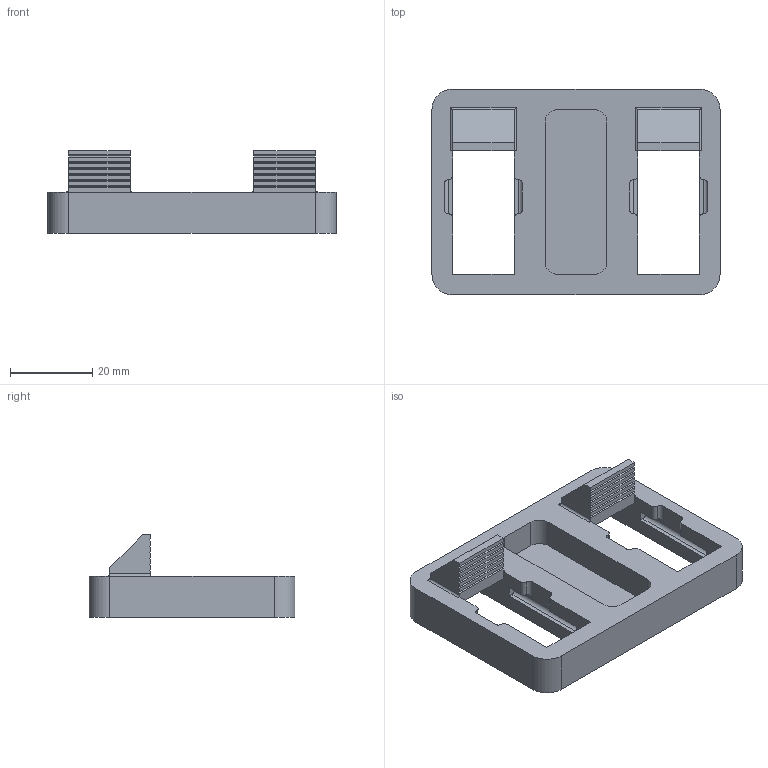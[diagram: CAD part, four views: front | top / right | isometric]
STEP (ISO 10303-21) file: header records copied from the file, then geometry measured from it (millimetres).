
FILE_DESCRIPTION(('STEP AP214'), '1');
FILE_NAME('1 ÷àñòü äåðæàòåëÿ', '', ('UNSPECIFIED'), ('UNSPECIFIED'), 'C3D Converter', 'C3D Toolkit', '');
FILE_SCHEMA(('AUTOMOTIVE_DESIGN { 1 0 10303 214 3 1 1}'));
Length unit declared in the file: millimetre
Bounding box: 70 x 50 x 20 mm (x, y, z)
Volume: 22027.9 mm3; surface area: 11037.5 mm2
Topology: 1 solids, 1 shells, 133 faces, 378 edges, 248 vertices
Faces by surface type: plane 91, cylinder 42
Entity records: 4324 total; most frequent: CARTESIAN_POINT 796, ORIENTED_EDGE 756, DIRECTION 694, EDGE_CURVE 378, LINE 306, VECTOR 306, VERTEX_POINT 248, AXIS2_PLACEMENT_3D 194
